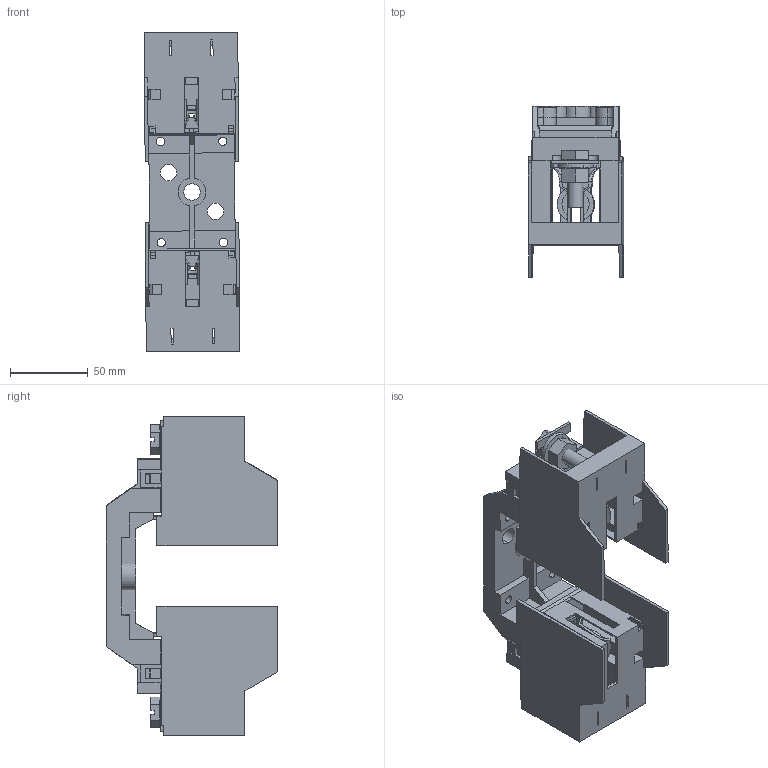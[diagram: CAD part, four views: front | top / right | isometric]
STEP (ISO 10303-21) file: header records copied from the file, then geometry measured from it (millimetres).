
FILE_DESCRIPTION(('CATIA V5 STEP Exchange','CAx-IF Rec.Pracs.--- Model Styling and Organization---1.4--- 2014-01-23'),'2;1');
FILE_NAME('03762.stp','2022-03-30T13:26:19+00:00',('none'),('none'),'CATIA Version 5-6 Release 2019 SP5','CATIA V5 STEP AP214 v1','none');
FILE_SCHEMA(('AUTOMOTIVE_DESIGN { 1 0 10303 214 1 1 1 1 }'));
Length unit declared in the file: millimetre
Products named in the file (13): QUADRON®Panel; 03762; NH_Fuse_base_complete; NH fuse base; NH-contact complete; NH contact; Contact spring; threaded plate; screw; Touch protection cover; washer; Hexagon head screw; Hexagon nut
Assembly tree (21 placements, depth 5):
  QUADRON®Panel
    03762
      NH_Fuse_base_complete
        NH fuse base
        NH-contact complete  x2
          NH contact
          Contact spring
        threaded plate  x2
        screw  x4
        Touch protection cover  x2
        washer  x2
        Hexagon head screw  x2
        Hexagon nut  x2
Bounding box: 61.16 x 110 x 205.34 mm (x, y, z)
Volume: 165417.7 mm3; surface area: 154008.1 mm2
Topology: 19 solids, 19 shells, 931 faces, 2802 edges, 1864 vertices
Faces by surface type: plane 653, cylinder 218, bspline 36, cone 16, sphere 8
Entity records: 19609 total; most frequent: CARTESIAN_POINT 5531, ORIENTED_EDGE 3188, DIRECTION 2348, EDGE_CURVE 1594, VECTOR 1161, LINE 1161, VERTEX_POINT 1062, AXIS2_PLACEMENT_3D 736
